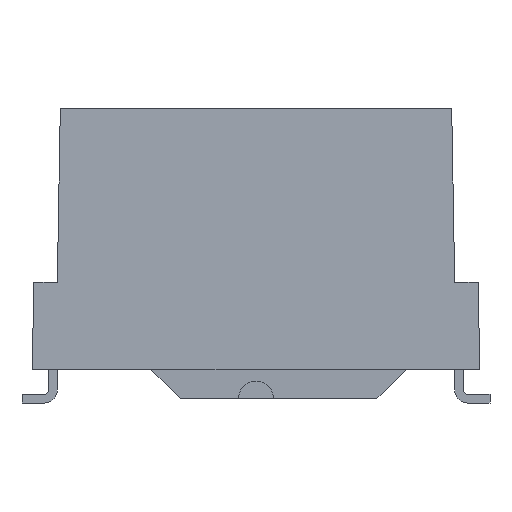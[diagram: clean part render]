
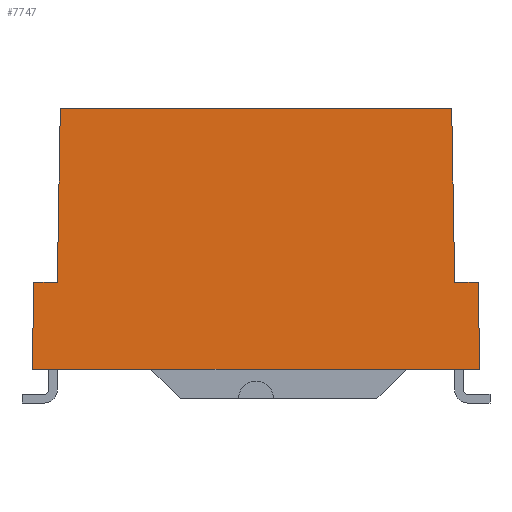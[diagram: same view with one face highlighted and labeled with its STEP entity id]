
A CAD part, front view. The second image highlights one B-rep face of the part: STEP entity #7747.
In plain terms, the highlighted planar face has unit normal (0, -1, 0.018).
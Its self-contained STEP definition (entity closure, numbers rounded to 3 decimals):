
#500=ORIENTED_EDGE('',*,*,#2160,.F.);
#501=ORIENTED_EDGE('',*,*,#2161,.F.);
#502=ORIENTED_EDGE('',*,*,#2116,.T.);
#503=ORIENTED_EDGE('',*,*,#2162,.T.);
#504=ORIENTED_EDGE('',*,*,#2163,.T.);
#505=ORIENTED_EDGE('',*,*,#2164,.T.);
#506=ORIENTED_EDGE('',*,*,#2023,.F.);
#507=ORIENTED_EDGE('',*,*,#2152,.F.);
#508=ORIENTED_EDGE('',*,*,#2083,.F.);
#509=ORIENTED_EDGE('',*,*,#2165,.F.);
#2023=EDGE_CURVE('',#2854,#2855,#3408,.T.);
#2083=EDGE_CURVE('',#2914,#2908,#3468,.T.);
#2116=EDGE_CURVE('',#2947,#2948,#3469,.T.);
#2152=EDGE_CURVE('',#2908,#2854,#3476,.T.);
#2160=EDGE_CURVE('',#2987,#2988,#3484,.T.);
#2161=EDGE_CURVE('',#2947,#2987,#3485,.T.);
#2162=EDGE_CURVE('',#2948,#2989,#3486,.T.);
#2163=EDGE_CURVE('',#2989,#2990,#3487,.T.);
#2164=EDGE_CURVE('',#2990,#2855,#3488,.T.);
#2165=EDGE_CURVE('',#2988,#2914,#3489,.T.);
#2854=VERTEX_POINT('',#9975);
#2855=VERTEX_POINT('',#9977);
#2908=VERTEX_POINT('',#10084);
#2914=VERTEX_POINT('',#10096);
#2947=VERTEX_POINT('',#10301);
#2948=VERTEX_POINT('',#10302);
#2987=VERTEX_POINT('',#10537);
#2988=VERTEX_POINT('',#10538);
#2989=VERTEX_POINT('',#10541);
#2990=VERTEX_POINT('',#10543);
#3408=LINE('',#9976,#4015);
#3468=LINE('',#10097,#4075);
#3469=LINE('',#10300,#4076);
#3476=LINE('',#10521,#4083);
#3484=LINE('',#10536,#4091);
#3485=LINE('',#10539,#4092);
#3486=LINE('',#10540,#4093);
#3487=LINE('',#10542,#4094);
#3488=LINE('',#10544,#4095);
#3489=LINE('',#10545,#4096);
#4015=VECTOR('',#8517,1000.);
#4075=VECTOR('',#8579,1000.);
#4076=VECTOR('',#8584,1000.);
#4083=VECTOR('',#8595,1000.);
#4091=VECTOR('',#8609,1000.);
#4092=VECTOR('',#8610,1000.);
#4093=VECTOR('',#8611,1000.);
#4094=VECTOR('',#8612,1000.);
#4095=VECTOR('',#8613,1000.);
#4096=VECTOR('',#8614,1000.);
#4610=EDGE_LOOP('',(#500,#501,#502,#503,#504,#505,#506,#507,#508,#509));
#4963=FACE_BOUND('',#4610,.T.);
#5283=PLANE('',#8070);
#7747=ADVANCED_FACE('',(#4963),#5283,.T.);
#8070=AXIS2_PLACEMENT_3D('',#10535,#8607,#8608);
#8517=DIRECTION('',(-1.,0.,0.));
#8579=DIRECTION('',(-1.,0.,0.));
#8584=DIRECTION('',(-1.,0.,0.));
#8595=DIRECTION('',(-1.,0.,0.));
#8607=DIRECTION('',(0.,-1.,0.017));
#8608=DIRECTION('',(0.,-0.017,-1.));
#8609=DIRECTION('',(1.,0.,0.));
#8610=DIRECTION('',(0.017,-0.017,-1.));
#8611=DIRECTION('',(-0.017,-0.017,-1.));
#8612=DIRECTION('',(-1.,0.,0.));
#8613=DIRECTION('',(-0.017,-0.017,-1.));
#8614=DIRECTION('',(0.017,-0.017,-1.));
#9975=CARTESIAN_POINT('',(-3.58,-9.125,0.));
#9976=CARTESIAN_POINT('',(0.,-9.125,0.));
#9977=CARTESIAN_POINT('',(-7.62,-9.125,0.));
#10084=CARTESIAN_POINT('',(5.12,-9.125,0.));
#10096=CARTESIAN_POINT('',(7.62,-9.125,0.));
#10097=CARTESIAN_POINT('',(0.,-9.125,0.));
#10300=CARTESIAN_POINT('',(0.,-8.97,8.87));
#10301=CARTESIAN_POINT('',(6.665,-8.97,8.87));
#10302=CARTESIAN_POINT('',(-6.665,-8.97,8.87));
#10521=CARTESIAN_POINT('',(5.12,-9.125,0.));
#10535=CARTESIAN_POINT('',(0.,-9.125,0.));
#10536=CARTESIAN_POINT('',(0.,-9.073,2.97));
#10537=CARTESIAN_POINT('',(6.768,-9.073,2.97));
#10538=CARTESIAN_POINT('',(7.568,-9.073,2.97));
#10539=CARTESIAN_POINT('',(6.818,-9.123,0.119));
#10540=CARTESIAN_POINT('',(-6.818,-9.123,0.119));
#10541=CARTESIAN_POINT('',(-6.768,-9.073,2.97));
#10542=CARTESIAN_POINT('',(0.,-9.073,2.97));
#10543=CARTESIAN_POINT('',(-7.568,-9.073,2.97));
#10544=CARTESIAN_POINT('',(-7.618,-9.123,0.133));
#10545=CARTESIAN_POINT('',(7.617,-9.122,0.159));
